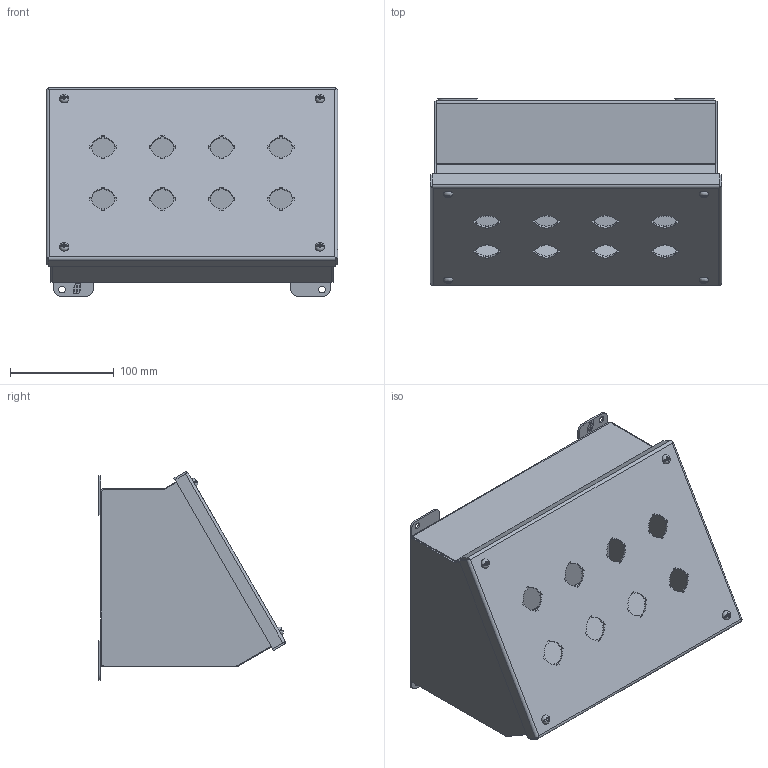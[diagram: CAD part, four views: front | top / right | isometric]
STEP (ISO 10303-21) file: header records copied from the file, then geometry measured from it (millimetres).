
FILE_DESCRIPTION (( 'STEP AP203' ), '1' );
FILE_NAME ('1490MG8_Default.step', '2019-11-12T20:32:30', ( '' ), ( '' ), 'SwSTEP 2.0', 'SolidWorks 2019', '' );
FILE_SCHEMA (( 'CONFIG_CONTROL_DESIGN' ));
Length unit declared in the file: inch
Products named in the file (1): 1490MG8_Default
Bounding box: 280.97 x 180.03 x 200.94 mm (x, y, z)
Volume: 430337 mm3; surface area: 484001 mm2
Topology: 26 solids, 26 shells, 822 faces, 2169 edges, 1427 vertices
Faces by surface type: plane 579, cylinder 205, cone 22, torus 8, bspline 8
Entity records: 25849 total; most frequent: CARTESIAN_POINT 5148, ORIENTED_EDGE 4334, DIRECTION 4180, EDGE_CURVE 2167, VECTOR 1590, LINE 1590, VERTEX_POINT 1427, AXIS2_PLACEMENT_3D 1295
